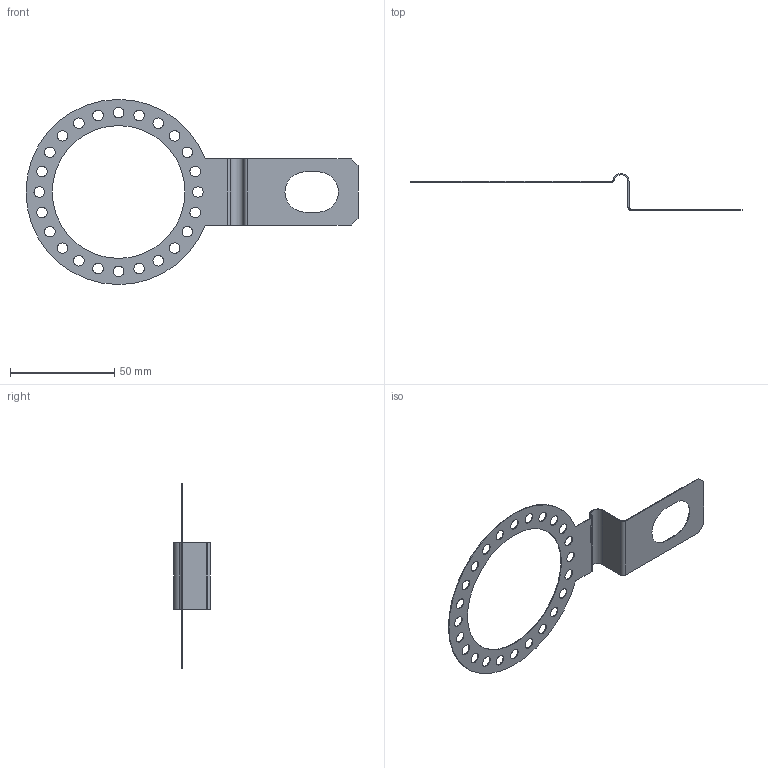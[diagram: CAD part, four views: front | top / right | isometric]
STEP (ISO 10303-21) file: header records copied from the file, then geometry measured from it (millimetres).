
FILE_DESCRIPTION((''),'2;1');
FILE_NAME('114603-0001','2010-03-01T',('jude.martin'),(''),'PRO/ENGINEER BY PARAMETRIC TECHNOLOGY CORPORATION, 2007030','PRO/ENGINEER BY PARAMETRIC TECHNOLOGY CORPORATION, 2007030','');
FILE_SCHEMA(('CONFIG_CONTROL_DESIGN'));
Length unit declared in the file: inch
Products named in the file (1): 114603-0001
Bounding box: 159.38 x 17.65 x 88.9 mm (x, y, z)
Volume: 1981 mm3; surface area: 10236.3 mm2
Topology: 1 solids, 1 shells, 72 faces, 210 edges, 140 vertices
Faces by surface type: cylinder 59, plane 13
Entity records: 2596 total; most frequent: DIRECTION 472, CARTESIAN_POINT 422, ORIENTED_EDGE 420, EDGE_CURVE 210, AXIS2_PLACEMENT_3D 190, VERTEX_POINT 140, EDGE_LOOP 124, CIRCLE 118
